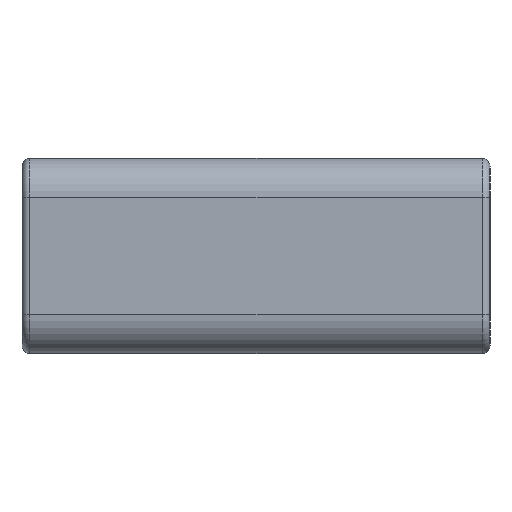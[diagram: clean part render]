
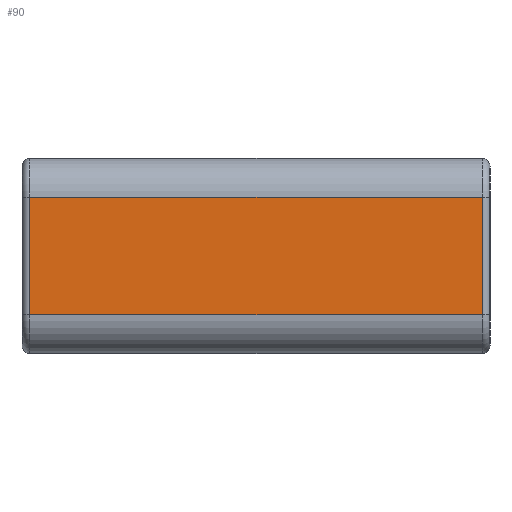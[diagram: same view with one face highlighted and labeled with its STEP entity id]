
A CAD part, left-side view. The second image highlights one B-rep face of the part: STEP entity #90.
In plain terms, the highlighted planar face has unit normal (-1, 0, 0).
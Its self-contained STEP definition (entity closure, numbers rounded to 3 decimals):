
#90 = ADVANCED_FACE( '', ( #197 ), #198, .T. );
#197 = FACE_OUTER_BOUND( '', #320, .T. );
#198 = PLANE( '', #321 );
#320 = EDGE_LOOP( '', ( #507, #508, #509, #510 ) );
#321 = AXIS2_PLACEMENT_3D( '', #511, #512, #513 );
#507 = ORIENTED_EDGE( '', *, *, #781, .T. );
#508 = ORIENTED_EDGE( '', *, *, #782, .T. );
#509 = ORIENTED_EDGE( '', *, *, #783, .T. );
#510 = ORIENTED_EDGE( '', *, *, #740, .T. );
#511 = CARTESIAN_POINT( '', ( -23., -6., 2.5 ) );
#512 = DIRECTION( '', ( -1., 0., 0. ) );
#513 = DIRECTION( '', ( 0., 0., 1. ) );
#740 = EDGE_CURVE( '', #881, #879, #882, .T. );
#781 = EDGE_CURVE( '', #879, #896, #945, .T. );
#782 = EDGE_CURVE( '', #896, #946, #947, .F. );
#783 = EDGE_CURVE( '', #946, #881, #948, .F. );
#879 = VERTEX_POINT( '', #1057 );
#881 = VERTEX_POINT( '', #1059 );
#882 = LINE( '', #1060, #1061 );
#896 = VERTEX_POINT( '', #1080 );
#945 = LINE( '', #1133, #1134 );
#946 = VERTEX_POINT( '', #1135 );
#947 = LINE( '', #1136, #1137 );
#948 = LINE( '', #1138, #1139 );
#1057 = CARTESIAN_POINT( '', ( -23., -5.8, 1.5 ) );
#1059 = CARTESIAN_POINT( '', ( -23., -5.8, -1.5 ) );
#1060 = CARTESIAN_POINT( '', ( -23., -5.8, 1.5 ) );
#1061 = VECTOR( '', #1256, 1000. );
#1080 = CARTESIAN_POINT( '', ( -23., 5.8, 1.5 ) );
#1133 = CARTESIAN_POINT( '', ( -23., -6., 1.5 ) );
#1134 = VECTOR( '', #1332, 1000. );
#1135 = CARTESIAN_POINT( '', ( -23., 5.8, -1.5 ) );
#1136 = CARTESIAN_POINT( '', ( -23., 5.8, 2.5 ) );
#1137 = VECTOR( '', #1333, 1000. );
#1138 = CARTESIAN_POINT( '', ( -23., -6., -1.5 ) );
#1139 = VECTOR( '', #1334, 1000. );
#1256 = DIRECTION( '', ( 0., 0., 1. ) );
#1332 = DIRECTION( '', ( 0., 1., 0. ) );
#1333 = DIRECTION( '', ( 0., 0., 1. ) );
#1334 = DIRECTION( '', ( 0., 1., 0. ) );
